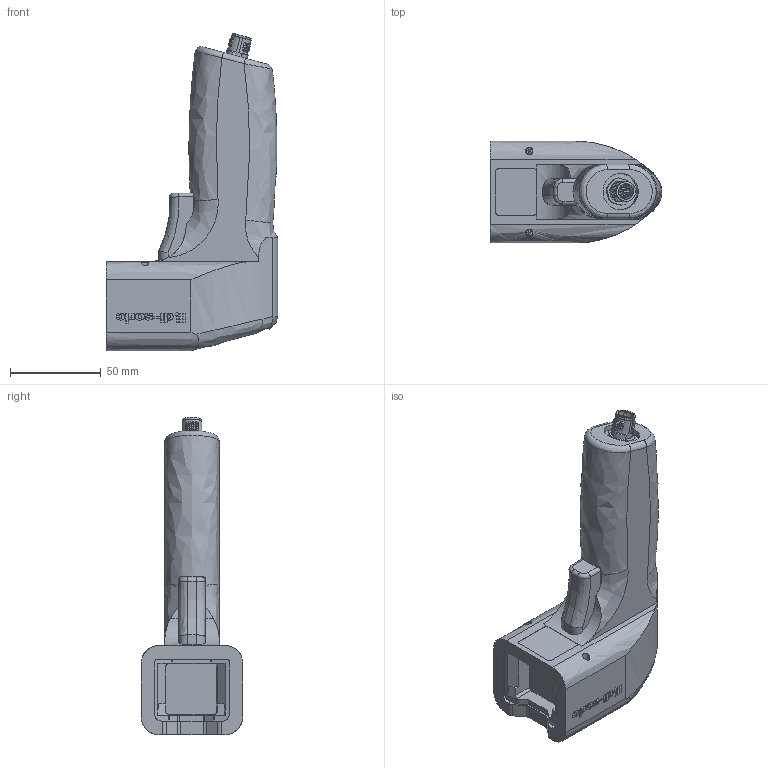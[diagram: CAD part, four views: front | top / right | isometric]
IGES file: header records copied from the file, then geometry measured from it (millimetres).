
Global section: file name: ID-200; native system: Autodesk Inventor 2016; preprocessor: unknown; author: S. Sandt; organization: di-soric GmbH & Co. KG; date: 20160201.074230; units: millimetre
Bounding box: 94.28 x 56 x 174.41 mm (x, y, z)
Volume: 340045 mm3; surface area: 40775.5 mm2
Topology: 3 solids, 20 shells, 720 faces, 1825 edges, 1212 vertices
Faces by surface type: bspline 720
